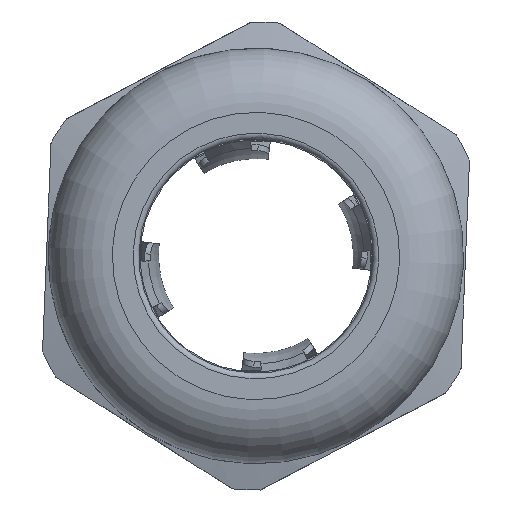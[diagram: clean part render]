
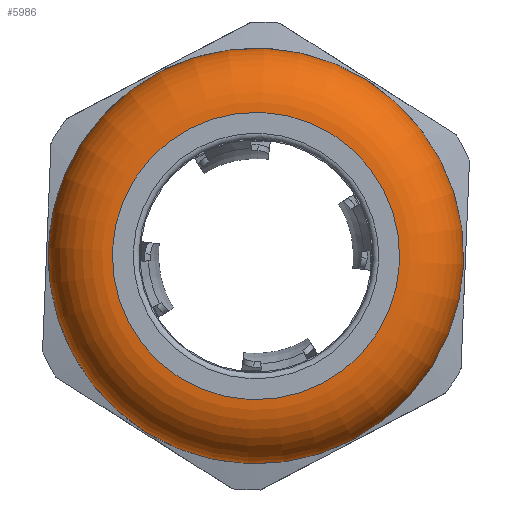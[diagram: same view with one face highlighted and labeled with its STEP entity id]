
A CAD part, left-side view. The second image highlights one B-rep face of the part: STEP entity #5986.
In plain terms, the highlighted toroidal (fillet/blend) face has major radius 7.55 mm and minor radius 3.36 mm.
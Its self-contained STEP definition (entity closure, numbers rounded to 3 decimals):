
#166=FACE_BOUND('',#2046,.T.);
#1672=FACE_OUTER_BOUND('',#2045,.T.);
#2045=EDGE_LOOP('',(#3657));
#2046=EDGE_LOOP('',(#3658));
#3657=ORIENTED_EDGE('',*,*,#4656,.T.);
#3658=ORIENTED_EDGE('',*,*,#4658,.F.);
#4656=EDGE_CURVE('',#5289,#5289,#5629,.T.);
#4658=EDGE_CURVE('',#5291,#5291,#5631,.T.);
#5289=VERTEX_POINT('',#12793);
#5291=VERTEX_POINT('',#12800);
#5629=CIRCLE('',#6665,7.55);
#5631=CIRCLE('',#6670,10.91);
#5701=TOROIDAL_SURFACE('',#6669,7.55,3.36);
#5986=ADVANCED_FACE('',(#1672,#166),#5701,.T.);
#6665=AXIS2_PLACEMENT_3D('',#12794,#8194,#8195);
#6669=AXIS2_PLACEMENT_3D('',#12799,#8202,#8203);
#6670=AXIS2_PLACEMENT_3D('',#12801,#8204,#8205);
#8194=DIRECTION('center_axis',(1.,0.,0.));
#8195=DIRECTION('ref_axis',(0.,0.,-1.));
#8202=DIRECTION('center_axis',(1.,0.,0.));
#8203=DIRECTION('ref_axis',(0.,0.,-1.));
#8204=DIRECTION('center_axis',(1.,0.,0.));
#8205=DIRECTION('ref_axis',(0.,0.,-1.));
#12793=CARTESIAN_POINT('',(-18.89,7.55,0.));
#12794=CARTESIAN_POINT('Origin',(-18.89,0.,0.));
#12799=CARTESIAN_POINT('Origin',(-15.53,0.,0.));
#12800=CARTESIAN_POINT('',(-15.53,10.91,0.));
#12801=CARTESIAN_POINT('Origin',(-15.53,0.,0.));
